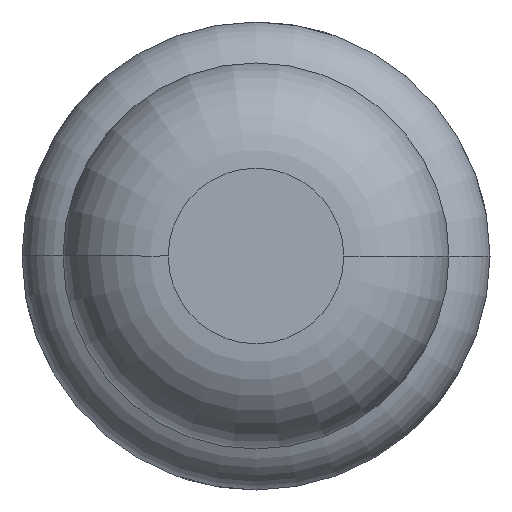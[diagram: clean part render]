
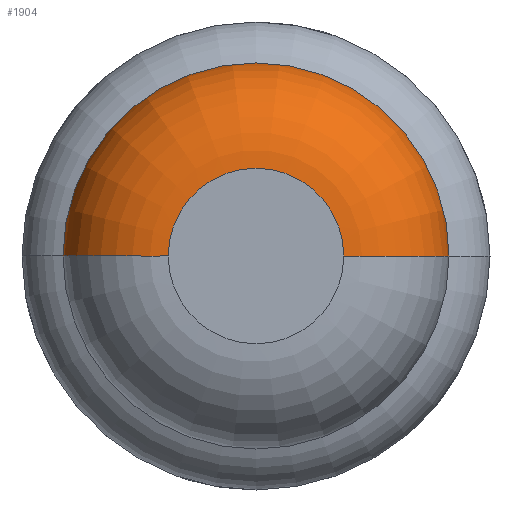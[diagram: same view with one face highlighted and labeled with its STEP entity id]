
A CAD part, front view. The second image highlights one B-rep face of the part: STEP entity #1904.
In plain terms, the highlighted toroidal (fillet/blend) face has major radius 0.375 mm and minor radius 0.45 mm.
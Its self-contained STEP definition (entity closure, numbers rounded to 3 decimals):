
#51 = EDGE_CURVE ( 'Defeature ausgef�hrt1_6+Defeature ausgef�hrt1_7+Defeature ausgef�hrt1_7+Defeature ausgef�hrt1_7', #398, #1473, #4052, .T. ) ;
#57 = ORIENTED_EDGE ( 'NONE', *, *, #2270, .F. ) ;
#61 = CIRCLE ( 'NONE', #396, 0.825 ) ;
#161 = CIRCLE ( 'NONE', #1176, 0.45 ) ;
#188 = CARTESIAN_POINT ( 'NONE',  ( 0., -31.55, 0. ) ) ;
#215 = DIRECTION ( 'NONE',  ( 1., 0., 0. ) ) ;
#396 = AXIS2_PLACEMENT_3D ( 'NONE', #188, #2103, #1189 ) ;
#398 = VERTEX_POINT ( 'NONE', #4074 ) ;
#637 = DIRECTION ( 'NONE',  ( 1., 0., 0. ) ) ;
#925 = AXIS2_PLACEMENT_3D ( 'NONE', #3081, #4024, #215 ) ;
#958 = CARTESIAN_POINT ( 'NONE',  ( 0., -31.55, 0. ) ) ;
#1012 = EDGE_LOOP ( 'NONE', ( #1986, #1021, #4015, #57 ) ) ;
#1021 = ORIENTED_EDGE ( 'NONE', *, *, #3575, .T. ) ;
#1176 = AXIS2_PLACEMENT_3D ( 'NONE', #3746, #1842, #2804 ) ;
#1189 = DIRECTION ( 'NONE',  ( 1., 0., 0. ) ) ;
#1291 = CARTESIAN_POINT ( 'NONE',  ( 0.375, -31.55, 0. ) ) ;
#1473 = VERTEX_POINT ( 'NONE', #3633 ) ;
#1517 = CARTESIAN_POINT ( 'NONE',  ( 0.825, -31.55, 0. ) ) ;
#1526 = CIRCLE ( 'NONE', #2585, 0.45 ) ;
#1574 = CARTESIAN_POINT ( 'NONE',  ( -0.825, -31.55, 0. ) ) ;
#1590 = DIRECTION ( 'NONE',  ( 0., -1., 0. ) ) ;
#1826 = TOROIDAL_SURFACE ( 'NONE', #2124, 0.375, 0.45 ) ;
#1842 = DIRECTION ( 'NONE',  ( 0., 0., 1. ) ) ;
#1904 = ADVANCED_FACE ( 'Defeature ausgef�hrt1_7', ( #2110 ), #1826, .T. ) ;
#1986 = ORIENTED_EDGE ( 'NONE', *, *, #3515, .T. ) ;
#2103 = DIRECTION ( 'NONE',  ( 0., -1., 0. ) ) ;
#2110 = FACE_OUTER_BOUND ( 'NONE', #1012, .T. ) ;
#2124 = AXIS2_PLACEMENT_3D ( 'NONE', #958, #1590, #637 ) ;
#2270 = EDGE_CURVE ( 'NONE', #3580, #398, #1526, .T. ) ;
#2585 = AXIS2_PLACEMENT_3D ( 'NONE', #1291, #2820, #3448 ) ;
#2804 = DIRECTION ( 'NONE',  ( 1., 0., 0. ) ) ;
#2820 = DIRECTION ( 'NONE',  ( 0., 0., -1. ) ) ;
#3081 = CARTESIAN_POINT ( 'NONE',  ( 0., -32., 0. ) ) ;
#3448 = DIRECTION ( 'NONE',  ( -1., 0., 0. ) ) ;
#3515 = EDGE_CURVE ( 'Defeature ausgef�hrt1_7+Defeature ausgef�hrt1_8+Defeature ausgef�hrt1_8+Defeature ausgef�hrt1_8', #3580, #3547, #61, .T. ) ;
#3547 = VERTEX_POINT ( 'NONE', #1574 ) ;
#3575 = EDGE_CURVE ( 'NONE', #3547, #1473, #161, .T. ) ;
#3580 = VERTEX_POINT ( 'NONE', #1517 ) ;
#3633 = CARTESIAN_POINT ( 'NONE',  ( -0.375, -32., 0. ) ) ;
#3746 = CARTESIAN_POINT ( 'NONE',  ( -0.375, -31.55, 0. ) ) ;
#4015 = ORIENTED_EDGE ( 'NONE', *, *, #51, .F. ) ;
#4024 = DIRECTION ( 'NONE',  ( 0., -1., 0. ) ) ;
#4052 = CIRCLE ( 'NONE', #925, 0.375 ) ;
#4074 = CARTESIAN_POINT ( 'NONE',  ( 0.375, -32., 0. ) ) ;
